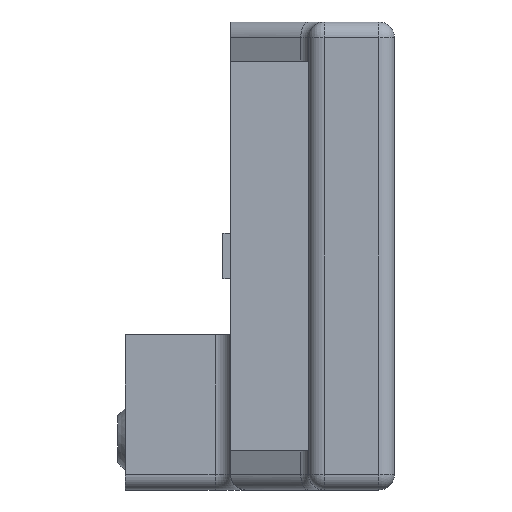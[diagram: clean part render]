
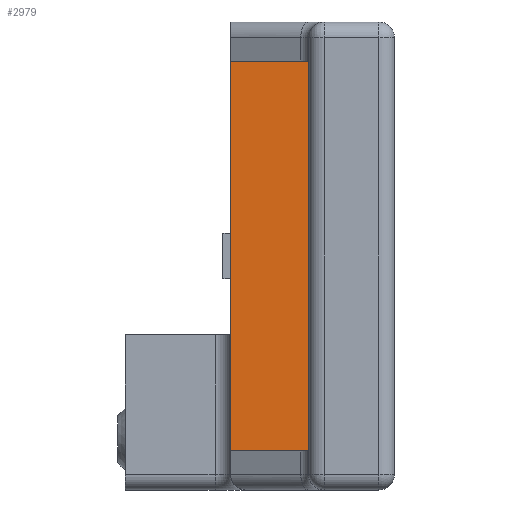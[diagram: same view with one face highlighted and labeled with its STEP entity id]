
A CAD part, left-side view. The second image highlights one B-rep face of the part: STEP entity #2979.
In plain terms, the highlighted planar face has unit normal (-1, 0, 0).
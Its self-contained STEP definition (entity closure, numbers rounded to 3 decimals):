
#58 = DIRECTION ( 'NONE',  ( 1., 0., 0. ) ) ;
#288 = ORIENTED_EDGE ( 'NONE', *, *, #3001, .T. ) ;
#311 = ORIENTED_EDGE ( 'NONE', *, *, #3914, .F. ) ;
#370 = CARTESIAN_POINT ( 'NONE',  ( 13.75, 0., -25. ) ) ;
#479 = CARTESIAN_POINT ( 'NONE',  ( 13.75, 0., 25. ) ) ;
#571 = EDGE_CURVE ( 'NONE', #3503, #4393, #1049, .T. ) ;
#719 = CARTESIAN_POINT ( 'NONE',  ( 13.75, 13., 25. ) ) ;
#1034 = DIRECTION ( 'NONE',  ( 0., 1., 0. ) ) ;
#1049 = LINE ( 'NONE', #2112, #3795 ) ;
#1063 = DIRECTION ( 'NONE',  ( 0., 1., 0. ) ) ;
#1423 = DIRECTION ( 'NONE',  ( 0., 0., -1. ) ) ;
#1534 = VECTOR ( 'NONE', #1063, 1000. ) ;
#1575 = AXIS2_PLACEMENT_3D ( 'NONE', #4137, #58, #1034 ) ;
#1690 = DIRECTION ( 'NONE',  ( 0., 0., -1. ) ) ;
#1736 = LINE ( 'NONE', #2392, #3344 ) ;
#1778 = PLANE ( 'NONE',  #1575 ) ;
#2058 = LINE ( 'NONE', #3308, #3346 ) ;
#2076 = CARTESIAN_POINT ( 'NONE',  ( 13.75, 13., -25. ) ) ;
#2112 = CARTESIAN_POINT ( 'NONE',  ( 13.75, 0., 30. ) ) ;
#2392 = CARTESIAN_POINT ( 'NONE',  ( 13.75, 13., 30. ) ) ;
#2617 = ORIENTED_EDGE ( 'NONE', *, *, #571, .F. ) ;
#2764 = ORIENTED_EDGE ( 'NONE', *, *, #4028, .T. ) ;
#2847 = CARTESIAN_POINT ( 'NONE',  ( 13.75, 13., 25. ) ) ;
#2979 = ADVANCED_FACE ( 'NONE', ( #3746 ), #1778, .F. ) ;
#3001 = EDGE_CURVE ( 'NONE', #3503, #3536, #3476, .T. ) ;
#3308 = CARTESIAN_POINT ( 'NONE',  ( 13.75, 13., -25. ) ) ;
#3344 = VECTOR ( 'NONE', #1690, 1000. ) ;
#3346 = VECTOR ( 'NONE', #4374, 1000. ) ;
#3454 = EDGE_LOOP ( 'NONE', ( #2764, #311, #2617, #288 ) ) ;
#3476 = LINE ( 'NONE', #719, #1534 ) ;
#3503 = VERTEX_POINT ( 'NONE', #479 ) ;
#3536 = VERTEX_POINT ( 'NONE', #2847 ) ;
#3746 = FACE_OUTER_BOUND ( 'NONE', #3454, .T. ) ;
#3795 = VECTOR ( 'NONE', #1423, 1000. ) ;
#3914 = EDGE_CURVE ( 'NONE', #4393, #4210, #2058, .T. ) ;
#4028 = EDGE_CURVE ( 'NONE', #3536, #4210, #1736, .T. ) ;
#4137 = CARTESIAN_POINT ( 'NONE',  ( 13.75, 0., 30. ) ) ;
#4210 = VERTEX_POINT ( 'NONE', #2076 ) ;
#4374 = DIRECTION ( 'NONE',  ( 0., 1., 0. ) ) ;
#4393 = VERTEX_POINT ( 'NONE', #370 ) ;
